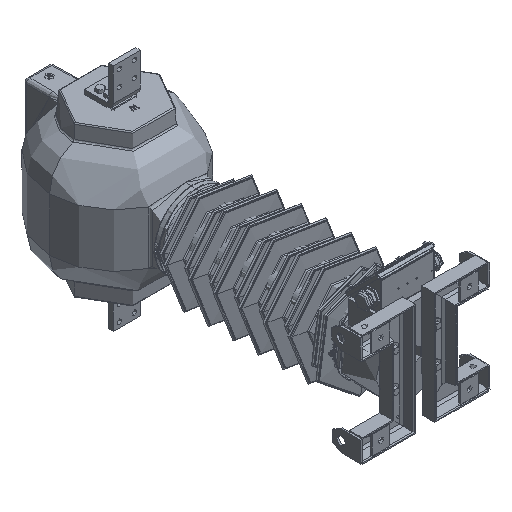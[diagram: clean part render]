
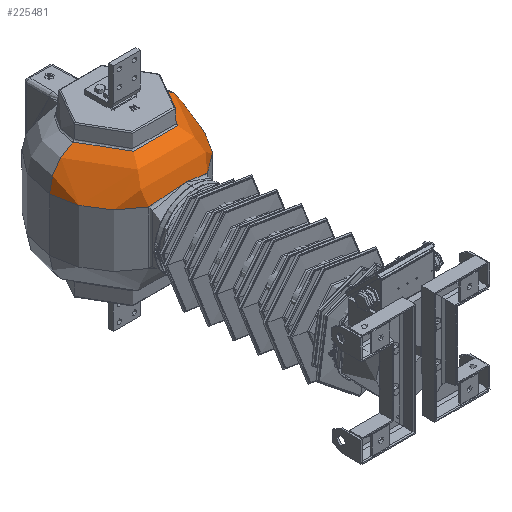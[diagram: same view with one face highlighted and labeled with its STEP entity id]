
A CAD part, isometric view. The second image highlights one B-rep face of the part: STEP entity #225481.
In plain terms, the highlighted toroidal (fillet/blend) face has major radius 90 mm and minor radius 100 mm.
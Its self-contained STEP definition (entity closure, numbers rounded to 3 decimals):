
#38 = CARTESIAN_POINT ( 'NONE',  ( -124.633, 0., 168.811 ) ) ;
#11012 = CARTESIAN_POINT ( 'NONE',  ( -79.921, -172.348, 77.724 ) ) ;
#12002 = CARTESIAN_POINT ( 'NONE',  ( -47.183, -180.628, 100.532 ) ) ;
#13058 = CARTESIAN_POINT ( 'NONE',  ( 19.429, -183.006, 109.144 ) ) ;
#14047 = CARTESIAN_POINT ( 'NONE',  ( 68.676, -176.341, 87.701 ) ) ;
#15267 = ORIENTED_EDGE ( 'NONE', *, *, #146001, .F. ) ;
#19973 = DIRECTION ( 'NONE',  ( 0., -1., 0. ) ) ;
#32677 = VERTEX_POINT ( 'NONE', #289523 ) ;
#34886 = CARTESIAN_POINT ( 'NONE',  ( -77.211, -173.451, 80.355 ) ) ;
#35054 = EDGE_CURVE ( 'NONE', #196096, #102025, #100389, .T. ) ;
#35917 = CARTESIAN_POINT ( 'NONE',  ( -41.815, -181.324, 102.882 ) ) ;
#36921 = CARTESIAN_POINT ( 'NONE',  ( 27.109, -182.582, 107.496 ) ) ;
#37938 = CARTESIAN_POINT ( 'NONE',  ( 77.28, -173.475, 80.374 ) ) ;
#41398 = ORIENTED_EDGE ( 'NONE', *, *, #99277, .F. ) ;
#53650 = CIRCLE ( 'NONE', #102539, 190. ) ;
#55220 = DIRECTION ( 'NONE',  ( 0., 1., 0. ) ) ;
#55898 = EDGE_LOOP ( 'NONE', ( #91891, #15267, #100933, #41398, #162745, #291321 ) ) ;
#56413 = DIRECTION ( 'NONE',  ( 0., 0., -1. ) ) ;
#58693 = CARTESIAN_POINT ( 'NONE',  ( -75.115, -174.236, 82.283 ) ) ;
#59036 = DIRECTION ( 'NONE',  ( 0., 0., 1. ) ) ;
#59658 = CARTESIAN_POINT ( 'NONE',  ( -30.786, -182.345, 106.585 ) ) ;
#60681 = CARTESIAN_POINT ( 'NONE',  ( 32.75, -182.176, 105.965 ) ) ;
#61722 = CARTESIAN_POINT ( 'NONE',  ( 82.501, -171.154, 75. ) ) ;
#70078 = VERTEX_POINT ( 'NONE', #38 ) ;
#81550 = CARTESIAN_POINT ( 'NONE',  ( -82.501, -171.154, 75. ) ) ;
#82576 = CARTESIAN_POINT ( 'NONE',  ( -68.568, -176.372, 87.784 ) ) ;
#83644 = CARTESIAN_POINT ( 'NONE',  ( -19.427, -183.006, 109.143 ) ) ;
#84685 = CARTESIAN_POINT ( 'NONE',  ( 41.915, -181.312, 102.841 ) ) ;
#87823 = EDGE_CURVE ( 'NONE', #102025, #70078, #244098, .T. ) ;
#88471 = DIRECTION ( 'NONE',  ( 0., 0., -1. ) ) ;
#88873 = VERTEX_POINT ( 'NONE', #102004 ) ;
#91891 = ORIENTED_EDGE ( 'NONE', *, *, #295026, .F. ) ;
#97458 = CARTESIAN_POINT ( 'NONE',  ( 190., 0., 75. ) ) ;
#99277 = EDGE_CURVE ( 'NONE', #196096, #88873, #306963, .T. ) ;
#100137 = B_SPLINE_CURVE_WITH_KNOTS ( 'NONE', 3,
 ( #81550, #128225, #11012, #176903, #34886, #200883, #58693, #224965, #82576, #248783, #106497, #272701, #130235, #296608, #154135, #12002, #177915, #35917, #201914, #59658, #225985, #83644, #249807, #107493, #273739, #131250, #297600, #155145, #13058, #178930, #36921, #202969, #60681, #226985, #84685, #250860, #108510, #274783, #132302, #298643, #156142, #14047, #179960, #37938, #204009, #61722 ),
 .UNSPECIFIED., .F., .F.,
 ( 4, 2, 2, 2, 2, 2, 2, 2, 2, 2, 2, 2, 2, 2, 2, 2, 2, 2, 2, 2, 2, 2, 4 ),
 ( 0., 0.006, 0.009, 0.012, 0.024, 0.035, 0.041, 0.044, 0.047, 0.059, 0.071, 0.083, 0.094, 0.106, 0.118, 0.124, 0.13, 0.142, 0.153, 0.159, 0.165, 0.177, 0.189 ),
 .UNSPECIFIED. ) ;
#100389 = CIRCLE ( 'NONE', #212818, 100. ) ;
#100933 = ORIENTED_EDGE ( 'NONE', *, *, #179042, .T. ) ;
#102004 = CARTESIAN_POINT ( 'NONE',  ( 82.501, -171.154, 75. ) ) ;
#102025 = VERTEX_POINT ( 'NONE', #297717 ) ;
#102167 = AXIS2_PLACEMENT_3D ( 'NONE', #197353, #55220, #221458 ) ;
#102539 = AXIS2_PLACEMENT_3D ( 'NONE', #105638, #271829, #129405 ) ;
#105638 = CARTESIAN_POINT ( 'NONE',  ( 0., 0., 75. ) ) ;
#106497 = CARTESIAN_POINT ( 'NONE',  ( -59.143, -178.644, 94.246 ) ) ;
#107493 = CARTESIAN_POINT ( 'NONE',  ( -7.737, -183.351, 110.54 ) ) ;
#108510 = CARTESIAN_POINT ( 'NONE',  ( 52.462, -179.869, 98.026 ) ) ;
#128225 = CARTESIAN_POINT ( 'NONE',  ( -81.231, -171.766, 76.376 ) ) ;
#129215 = VERTEX_POINT ( 'NONE', #254547 ) ;
#129405 = DIRECTION ( 'NONE',  ( 1., 0., 0. ) ) ;
#130235 = CARTESIAN_POINT ( 'NONE',  ( -52.422, -179.85, 97.989 ) ) ;
#131250 = CARTESIAN_POINT ( 'NONE',  ( 3.95, -183.397, 110.732 ) ) ;
#132302 = CARTESIAN_POINT ( 'NONE',  ( 59.196, -178.607, 94.155 ) ) ;
#146001 = EDGE_CURVE ( 'NONE', #32677, #129215, #53650, .T. ) ;
#154135 = CARTESIAN_POINT ( 'NONE',  ( -48.947, -180.379, 99.708 ) ) ;
#155145 = CARTESIAN_POINT ( 'NONE',  ( 15.571, -183.153, 109.738 ) ) ;
#156142 = CARTESIAN_POINT ( 'NONE',  ( 64.024, -177.53, 91.018 ) ) ;
#162138 = CARTESIAN_POINT ( 'NONE',  ( 90., 0., 75. ) ) ;
#162745 = ORIENTED_EDGE ( 'NONE', *, *, #35054, .T. ) ;
#162909 = CIRCLE ( 'NONE', #102167, 100. ) ;
#167456 = FACE_OUTER_BOUND ( 'NONE', #55898, .T. ) ;
#176903 = CARTESIAN_POINT ( 'NONE',  ( -77.896, -173.18, 79.703 ) ) ;
#177915 = CARTESIAN_POINT ( 'NONE',  ( -46.291, -180.748, 100.933 ) ) ;
#178930 = CARTESIAN_POINT ( 'NONE',  ( 25.2, -182.699, 107.945 ) ) ;
#179042 = EDGE_CURVE ( 'NONE', #32677, #88873, #100137, .T. ) ;
#179960 = CARTESIAN_POINT ( 'NONE',  ( 71.637, -175.457, 85.348 ) ) ;
#180331 = CARTESIAN_POINT ( 'NONE',  ( 0., 0., 75. ) ) ;
#180998 = AXIS2_PLACEMENT_3D ( 'NONE', #198588, #56413, #222679 ) ;
#185867 = DIRECTION ( 'NONE',  ( 0., 0., -1. ) ) ;
#196096 = VERTEX_POINT ( 'NONE', #97458 ) ;
#197353 = CARTESIAN_POINT ( 'NONE',  ( -90., 0., 75. ) ) ;
#198588 = CARTESIAN_POINT ( 'NONE',  ( 0., 0., 75. ) ) ;
#200883 = CARTESIAN_POINT ( 'NONE',  ( -75.821, -173.979, 81.645 ) ) ;
#201315 = AXIS2_PLACEMENT_3D ( 'NONE', #180331, #59036, #224290 ) ;
#201914 = CARTESIAN_POINT ( 'NONE',  ( -38.175, -181.706, 104.243 ) ) ;
#202969 = CARTESIAN_POINT ( 'NONE',  ( 30.883, -182.321, 106.507 ) ) ;
#204009 = CARTESIAN_POINT ( 'NONE',  ( 79.961, -172.378, 77.752 ) ) ;
#212818 = AXIS2_PLACEMENT_3D ( 'NONE', #162138, #19973, #185867 ) ;
#221458 = DIRECTION ( 'NONE',  ( -1., 0., 0. ) ) ;
#222679 = DIRECTION ( 'NONE',  ( 1., 0., 0. ) ) ;
#224290 = DIRECTION ( 'NONE',  ( 1., 0., 0. ) ) ;
#224965 = CARTESIAN_POINT ( 'NONE',  ( -71.547, -175.486, 85.424 ) ) ;
#225481 = ADVANCED_FACE ( 'NONE', ( #167456 ), #230805, .T. ) ;
#225985 = CARTESIAN_POINT ( 'NONE',  ( -27.036, -182.601, 107.565 ) ) ;
#226985 = CARTESIAN_POINT ( 'NONE',  ( 38.295, -181.694, 104.201 ) ) ;
#230749 = CARTESIAN_POINT ( 'NONE',  ( 0., 0., 168.811 ) ) ;
#230805 = TOROIDAL_SURFACE ( 'NONE', #201315, 90., 100. ) ;
#244098 = CIRCLE ( 'NONE', #261866, 124.633 ) ;
#248783 = CARTESIAN_POINT ( 'NONE',  ( -62.366, -177.951, 92.195 ) ) ;
#249807 = CARTESIAN_POINT ( 'NONE',  ( -15.567, -183.154, 109.74 ) ) ;
#250860 = CARTESIAN_POINT ( 'NONE',  ( 48.998, -180.399, 99.753 ) ) ;
#254547 = CARTESIAN_POINT ( 'NONE',  ( -190., 0., 75. ) ) ;
#254703 = DIRECTION ( 'NONE',  ( -1., 0., 0. ) ) ;
#261866 = AXIS2_PLACEMENT_3D ( 'NONE', #230749, #88471, #254703 ) ;
#271829 = DIRECTION ( 'NONE',  ( 0., 0., -1. ) ) ;
#272701 = CARTESIAN_POINT ( 'NONE',  ( -54.125, -179.563, 97.083 ) ) ;
#273739 = CARTESIAN_POINT ( 'NONE',  ( -3.834, -183.398, 110.736 ) ) ;
#274783 = CARTESIAN_POINT ( 'NONE',  ( 57.536, -178.938, 95.153 ) ) ;
#289523 = CARTESIAN_POINT ( 'NONE',  ( -82.501, -171.154, 75. ) ) ;
#291321 = ORIENTED_EDGE ( 'NONE', *, *, #87823, .T. ) ;
#295026 = EDGE_CURVE ( 'NONE', #129215, #70078, #162909, .T. ) ;
#296608 = CARTESIAN_POINT ( 'NONE',  ( -49.822, -180.25, 99.286 ) ) ;
#297600 = CARTESIAN_POINT ( 'NONE',  ( 7.831, -183.349, 110.532 ) ) ;
#297717 = CARTESIAN_POINT ( 'NONE',  ( 124.633, 0., 168.811 ) ) ;
#298643 = CARTESIAN_POINT ( 'NONE',  ( 62.439, -177.903, 92.088 ) ) ;
#306963 = CIRCLE ( 'NONE', #180998, 190. ) ;
